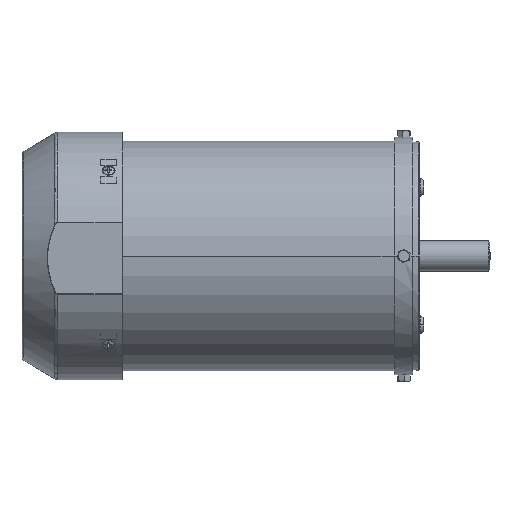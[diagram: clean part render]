
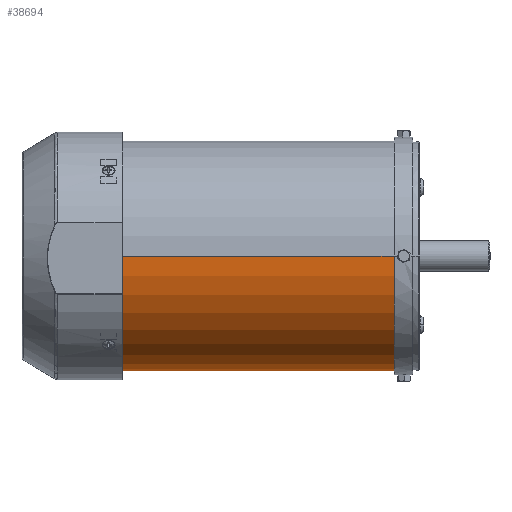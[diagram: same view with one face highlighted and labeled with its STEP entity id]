
A CAD part, front view. The second image highlights one B-rep face of the part: STEP entity #38694.
In plain terms, the highlighted cylindrical face has radius 108.5 mm (diameter 217 mm), a partial arc.
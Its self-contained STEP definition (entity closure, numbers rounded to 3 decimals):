
#38299=CARTESIAN_POINT('Vertex',(260.,108.5,0.)) ;
#38301=CARTESIAN_POINT('Vertex',(260.,-108.5,0.)) ;
#38304=CARTESIAN_POINT('Axis2P3D Location',(260.,0.,0.)) ;
#38452=CARTESIAN_POINT('Vertex',(80.,108.5,0.)) ;
#38456=CARTESIAN_POINT('Control Point',(74.145,107.575,-14.139)) ;
#38457=CARTESIAN_POINT('Control Point',(74.461,107.616,-13.824)) ;
#38458=CARTESIAN_POINT('Control Point',(74.766,107.658,-13.5)) ;
#38459=CARTESIAN_POINT('Control Point',(75.057,107.698,-13.175)) ;
#38460=CARTESIAN_POINT('Control Point',(75.615,107.777,-12.516)) ;
#38461=CARTESIAN_POINT('Control Point',(76.136,107.854,-11.828)) ;
#38462=CARTESIAN_POINT('Control Point',(76.39,107.892,-11.475)) ;
#38463=CARTESIAN_POINT('Control Point',(76.881,107.968,-10.747)) ;
#38464=CARTESIAN_POINT('Control Point',(77.333,108.04,-9.992)) ;
#38465=CARTESIAN_POINT('Control Point',(77.547,108.074,-9.613)) ;
#38466=CARTESIAN_POINT('Control Point',(77.957,108.142,-8.833)) ;
#38467=CARTESIAN_POINT('Control Point',(78.325,108.203,-8.031)) ;
#38468=CARTESIAN_POINT('Control Point',(78.485,108.231,-7.656)) ;
#38469=CARTESIAN_POINT('Control Point',(78.887,108.3,-6.636)) ;
#38470=CARTESIAN_POINT('Control Point',(79.219,108.358,-5.593)) ;
#38471=CARTESIAN_POINT('Control Point',(79.391,108.389,-4.964)) ;
#38472=CARTESIAN_POINT('Control Point',(79.585,108.424,-4.118)) ;
#38473=CARTESIAN_POINT('Control Point',(79.734,108.451,-3.26)) ;
#38474=CARTESIAN_POINT('Control Point',(79.768,108.458,-3.047)) ;
#38475=CARTESIAN_POINT('Control Point',(79.875,108.477,-2.316)) ;
#38476=CARTESIAN_POINT('Control Point',(79.948,108.49,-1.58)) ;
#38477=CARTESIAN_POINT('Control Point',(79.983,108.497,-1.038)) ;
#38478=CARTESIAN_POINT('Control Point',(80.,108.5,-0.519)) ;
#38479=CARTESIAN_POINT('Control Point',(80.,108.5,0.)) ;
#38480=CARTESIAN_POINT('Vertex',(74.145,107.575,-14.139)) ;
#38484=CARTESIAN_POINT('Control Point',(60.,106.641,-20.)) ;
#38485=CARTESIAN_POINT('Control Point',(61.081,106.641,-20.)) ;
#38486=CARTESIAN_POINT('Control Point',(62.17,106.655,-19.927)) ;
#38487=CARTESIAN_POINT('Control Point',(63.253,106.682,-19.778)) ;
#38488=CARTESIAN_POINT('Control Point',(64.95,106.747,-19.428)) ;
#38489=CARTESIAN_POINT('Control Point',(66.594,106.842,-18.898)) ;
#38490=CARTESIAN_POINT('Control Point',(67.226,106.883,-18.666)) ;
#38491=CARTESIAN_POINT('Control Point',(68.241,106.956,-18.244)) ;
#38492=CARTESIAN_POINT('Control Point',(69.225,107.038,-17.754)) ;
#38493=CARTESIAN_POINT('Control Point',(69.562,107.067,-17.575)) ;
#38494=CARTESIAN_POINT('Control Point',(70.331,107.138,-17.139)) ;
#38495=CARTESIAN_POINT('Control Point',(71.074,107.213,-16.663)) ;
#38496=CARTESIAN_POINT('Control Point',(71.435,107.251,-16.418)) ;
#38497=CARTESIAN_POINT('Control Point',(72.221,107.337,-15.851)) ;
#38498=CARTESIAN_POINT('Control Point',(72.972,107.426,-15.236)) ;
#38499=CARTESIAN_POINT('Control Point',(73.375,107.475,-14.884)) ;
#38500=CARTESIAN_POINT('Control Point',(73.767,107.525,-14.518)) ;
#38501=CARTESIAN_POINT('Control Point',(74.145,107.575,-14.139)) ;
#38502=CARTESIAN_POINT('Vertex',(60.,106.641,-20.)) ;
#38548=CARTESIAN_POINT('Vertex',(40.,108.5,0.)) ;
#38581=CARTESIAN_POINT('Control Point',(40.,108.5,0.)) ;
#38582=CARTESIAN_POINT('Control Point',(40.,108.5,-1.091)) ;
#38583=CARTESIAN_POINT('Control Point',(40.074,108.486,-2.175)) ;
#38584=CARTESIAN_POINT('Control Point',(40.221,108.459,-3.25)) ;
#38585=CARTESIAN_POINT('Control Point',(40.528,108.403,-4.735)) ;
#38586=CARTESIAN_POINT('Control Point',(40.974,108.325,-6.188)) ;
#38587=CARTESIAN_POINT('Control Point',(41.117,108.299,-6.612)) ;
#38588=CARTESIAN_POINT('Control Point',(41.416,108.248,-7.423)) ;
#38589=CARTESIAN_POINT('Control Point',(41.757,108.19,-8.214)) ;
#38590=CARTESIAN_POINT('Control Point',(41.953,108.157,-8.636)) ;
#38591=CARTESIAN_POINT('Control Point',(42.339,108.093,-9.409)) ;
#38592=CARTESIAN_POINT('Control Point',(42.765,108.024,-10.161)) ;
#38593=CARTESIAN_POINT('Control Point',(42.991,107.988,-10.534)) ;
#38594=CARTESIAN_POINT('Control Point',(43.344,107.933,-11.085)) ;
#38595=CARTESIAN_POINT('Control Point',(43.721,107.876,-11.621)) ;
#38596=CARTESIAN_POINT('Control Point',(43.848,107.857,-11.798)) ;
#38597=CARTESIAN_POINT('Control Point',(44.243,107.798,-12.33)) ;
#38598=CARTESIAN_POINT('Control Point',(44.661,107.738,-12.845)) ;
#38599=CARTESIAN_POINT('Control Point',(44.926,107.7,-13.156)) ;
#38600=CARTESIAN_POINT('Control Point',(45.81,107.578,-14.135)) ;
#38601=CARTESIAN_POINT('Control Point',(46.769,107.456,-15.036)) ;
#38602=CARTESIAN_POINT('Control Point',(47.437,107.375,-15.599)) ;
#38603=CARTESIAN_POINT('Control Point',(48.311,107.277,-16.257)) ;
#38604=CARTESIAN_POINT('Control Point',(49.231,107.183,-16.855)) ;
#38605=CARTESIAN_POINT('Control Point',(49.416,107.164,-16.972)) ;
#38606=CARTESIAN_POINT('Control Point',(50.158,107.092,-17.427)) ;
#38607=CARTESIAN_POINT('Control Point',(50.922,107.024,-17.839)) ;
#38608=CARTESIAN_POINT('Control Point',(51.523,106.975,-18.132)) ;
#38609=CARTESIAN_POINT('Control Point',(52.514,106.9,-18.566)) ;
#38610=CARTESIAN_POINT('Control Point',(53.533,106.835,-18.933)) ;
#38611=CARTESIAN_POINT('Control Point',(53.945,106.811,-19.069)) ;
#38612=CARTESIAN_POINT('Control Point',(54.782,106.766,-19.32)) ;
#38613=CARTESIAN_POINT('Control Point',(55.635,106.729,-19.525)) ;
#38614=CARTESIAN_POINT('Control Point',(56.047,106.713,-19.613)) ;
#38615=CARTESIAN_POINT('Control Point',(57.09,106.677,-19.805)) ;
#38616=CARTESIAN_POINT('Control Point',(58.142,106.654,-19.928)) ;
#38617=CARTESIAN_POINT('Control Point',(58.76,106.645,-19.976)) ;
#38618=CARTESIAN_POINT('Control Point',(59.38,106.641,-20.)) ;
#38619=CARTESIAN_POINT('Control Point',(60.,106.641,-20.)) ;
#38641=CARTESIAN_POINT('Vertex',(0.,108.5,0.)) ;
#38643=CARTESIAN_POINT('Vertex',(0.,-108.5,0.)) ;
#38646=CARTESIAN_POINT('Line Origine',(260.,-108.5,0.)) ;
#38651=CARTESIAN_POINT('Line Origine',(260.,108.5,0.)) ;
#38656=CARTESIAN_POINT('Line Origine',(260.,108.5,0.)) ;
#38674=CARTESIAN_POINT('Axis2P3D Location',(260.,0.,0.)) ;
#38679=CARTESIAN_POINT('Axis2P3D Location',(0.,0.,0.)) ;
#38305=DIRECTION('Axis2P3D Direction',(1.,0.,-0.)) ;
#38647=DIRECTION('Vector Direction',(1.,0.,0.)) ;
#38652=DIRECTION('Vector Direction',(1.,0.,0.)) ;
#38657=DIRECTION('Vector Direction',(1.,0.,0.)) ;
#38675=DIRECTION('Axis2P3D Direction',(1.,0.,-0.)) ;
#38676=DIRECTION('Axis2P3D XDirection',(0.,-1.,0.)) ;
#38680=DIRECTION('Axis2P3D Direction',(1.,0.,-0.)) ;
#38306=AXIS2_PLACEMENT_3D('Circle Axis2P3D',#38304,#38305,$) ;
#38677=AXIS2_PLACEMENT_3D('Cylinder Axis2P3D',#38674,#38675,#38676) ;
#38681=AXIS2_PLACEMENT_3D('Circle Axis2P3D',#38679,#38680,$) ;
#38685=ORIENTED_EDGE('',*,*,#38650,.F.) ;
#38686=ORIENTED_EDGE('',*,*,#38683,.T.) ;
#38687=ORIENTED_EDGE('',*,*,#38660,.T.) ;
#38688=ORIENTED_EDGE('',*,*,#38620,.T.) ;
#38689=ORIENTED_EDGE('',*,*,#38504,.T.) ;
#38690=ORIENTED_EDGE('',*,*,#38482,.T.) ;
#38691=ORIENTED_EDGE('',*,*,#38655,.T.) ;
#38692=ORIENTED_EDGE('',*,*,#38308,.F.) ;
#38648=VECTOR('Line Direction',#38647,1.) ;
#38653=VECTOR('Line Direction',#38652,1.) ;
#38658=VECTOR('Line Direction',#38657,1.) ;
#38694=ADVANCED_FACE('\X2\00BE\X0\\X2\00B5\X0\\X2\00CF\X0\\X2\00F2\X0\3',(#38693),#38678,.T.) ;
#38455=B_SPLINE_CURVE_WITH_KNOTS('',5,(#38456,#38457,#38458,#38459,#38460,#38461,#38462,#38463,#38464,#38465,#38466,#38467,#38468,#38469,#38470,#38471,#38472,#38473,#38474,#38475,#38476,#38477,#38478,#38479),.UNSPECIFIED.,.F.,.U.,(6,3,3,3,3,3,3,6),(0.,3.156,6.312,9.4,12.547,17.173,18.702,22.379),.UNSPECIFIED.) ;
#38483=B_SPLINE_CURVE_WITH_KNOTS('',5,(#38484,#38485,#38486,#38487,#38488,#38489,#38490,#38491,#38492,#38493,#38494,#38495,#38496,#38497,#38498,#38499,#38500,#38501),.UNSPECIFIED.,.F.,.U.,(6,3,3,3,3,6),(0.,7.667,12.263,15.437,18.541,22.334),.UNSPECIFIED.) ;
#38580=B_SPLINE_CURVE_WITH_KNOTS('',5,(#38581,#38582,#38583,#38584,#38585,#38586,#38587,#38588,#38589,#38590,#38591,#38592,#38593,#38594,#38595,#38596,#38597,#38598,#38599,#38600,#38601,#38602,#38603,#38604,#38605,#38606,#38607,#38608,#38609,#38610,#38611,#38612,#38613,#38614,#38615,#38616,#38617,#38618,#38619),.UNSPECIFIED.,.F.,.U.,(6,3,3,3,3,3,3,3,3,3,3,3,6),(0.,7.677,10.741,13.779,16.883,18.427,21.572,27.789,29.334,33.947,37.023,40.127,44.522),.UNSPECIFIED.) ;
#38307=CIRCLE('generated circle',#38306,108.5) ;
#38682=CIRCLE('generated circle',#38681,108.5) ;
#38678=CYLINDRICAL_SURFACE('generated cylinder',#38677,108.5) ;
#38308=EDGE_CURVE('',#38302,#38300,#38307,.T.) ;
#38482=EDGE_CURVE('',#38481,#38453,#38455,.T.) ;
#38504=EDGE_CURVE('',#38503,#38481,#38483,.T.) ;
#38620=EDGE_CURVE('',#38549,#38503,#38580,.T.) ;
#38650=EDGE_CURVE('',#38644,#38302,#38649,.T.) ;
#38655=EDGE_CURVE('',#38453,#38300,#38654,.T.) ;
#38660=EDGE_CURVE('',#38642,#38549,#38659,.T.) ;
#38683=EDGE_CURVE('',#38644,#38642,#38682,.T.) ;
#38684=EDGE_LOOP('',(#38685,#38686,#38687,#38688,#38689,#38690,#38691,#38692)) ;
#38693=FACE_OUTER_BOUND('',#38684,.T.) ;
#38649=LINE('Line',#38646,#38648) ;
#38654=LINE('Line',#38651,#38653) ;
#38659=LINE('Line',#38656,#38658) ;
#38300=VERTEX_POINT('',#38299) ;
#38302=VERTEX_POINT('',#38301) ;
#38453=VERTEX_POINT('',#38452) ;
#38481=VERTEX_POINT('',#38480) ;
#38503=VERTEX_POINT('',#38502) ;
#38549=VERTEX_POINT('',#38548) ;
#38642=VERTEX_POINT('',#38641) ;
#38644=VERTEX_POINT('',#38643) ;
